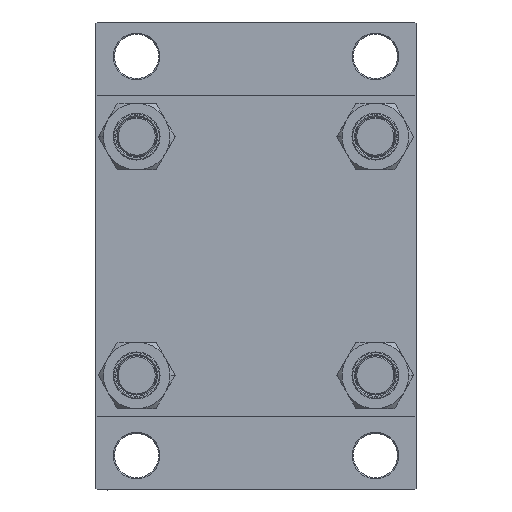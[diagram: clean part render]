
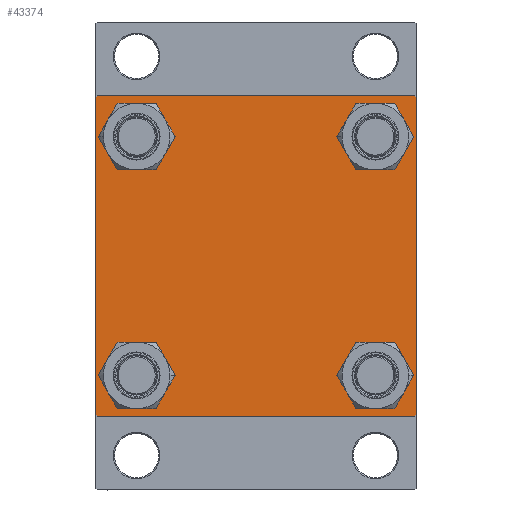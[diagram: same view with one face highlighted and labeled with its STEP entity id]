
A CAD part, left-side view. The second image highlights one B-rep face of the part: STEP entity #43374.
In plain terms, the highlighted planar face has unit normal (-1, 0, 0).
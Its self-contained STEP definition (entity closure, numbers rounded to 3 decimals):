
#67 = CARTESIAN_POINT ( 'NONE',  ( 0., -48.45, 56.95 ) ) ;
#376 = CIRCLE ( 'NONE', #19634, 8.5 ) ;
#816 = AXIS2_PLACEMENT_3D ( 'NONE', #9787, #42653, #9548 ) ;
#1072 = VECTOR ( 'NONE', #40558, 1000. ) ;
#1175 = EDGE_LOOP ( 'NONE', ( #40899, #21652 ) ) ;
#2031 = LINE ( 'NONE', #16509, #40454 ) ;
#2075 = ORIENTED_EDGE ( 'NONE', *, *, #28151, .T. ) ;
#2156 = CARTESIAN_POINT ( 'NONE',  ( 0., 64.5, 65. ) ) ;
#2598 = EDGE_CURVE ( 'NONE', #5503, #43805, #40922, .T. ) ;
#3138 = EDGE_CURVE ( 'NONE', #9100, #42421, #15963, .T. ) ;
#3619 = DIRECTION ( 'NONE',  ( 0., -1., 0. ) ) ;
#4326 = LINE ( 'NONE', #26303, #1072 ) ;
#4797 = DIRECTION ( 'NONE',  ( 0., 0., 1. ) ) ;
#5503 = VERTEX_POINT ( 'NONE', #34911 ) ;
#5847 = VECTOR ( 'NONE', #34268, 1000. ) ;
#6228 = EDGE_CURVE ( 'NONE', #43805, #5503, #45665, .T. ) ;
#6299 = EDGE_LOOP ( 'NONE', ( #34390, #28310 ) ) ;
#7212 = VERTEX_POINT ( 'NONE', #13731 ) ;
#7320 = DIRECTION ( 'NONE',  ( 0., 0., 1. ) ) ;
#7489 = VERTEX_POINT ( 'NONE', #41239 ) ;
#7538 = VERTEX_POINT ( 'NONE', #9322 ) ;
#8303 = EDGE_CURVE ( 'NONE', #28107, #47003, #36344, .T. ) ;
#8573 = VECTOR ( 'NONE', #22285, 1000. ) ;
#9100 = VERTEX_POINT ( 'NONE', #26010 ) ;
#9255 = CARTESIAN_POINT ( 'NONE',  ( 0., 0., 0. ) ) ;
#9322 = CARTESIAN_POINT ( 'NONE',  ( 0., -64.5, -65. ) ) ;
#9548 = DIRECTION ( 'NONE',  ( 0., 0., 1. ) ) ;
#9787 = CARTESIAN_POINT ( 'NONE',  ( 0., 48.45, -48.45 ) ) ;
#9810 = DIRECTION ( 'NONE',  ( 0., 0., -1. ) ) ;
#10255 = CARTESIAN_POINT ( 'NONE',  ( 0., 64.75, 64.75 ) ) ;
#10567 = VERTEX_POINT ( 'NONE', #67 ) ;
#10622 = AXIS2_PLACEMENT_3D ( 'NONE', #31358, #37884, #4797 ) ;
#11180 = DIRECTION ( 'NONE',  ( 1., 0., 0. ) ) ;
#11256 = CARTESIAN_POINT ( 'NONE',  ( 0., -48.45, -39.95 ) ) ;
#12101 = DIRECTION ( 'NONE',  ( 0., -0.707, -0.707 ) ) ;
#12217 = DIRECTION ( 'NONE',  ( 0., 0., 1. ) ) ;
#12379 = AXIS2_PLACEMENT_3D ( 'NONE', #26027, #33748, #36661 ) ;
#12387 = ORIENTED_EDGE ( 'NONE', *, *, #37539, .T. ) ;
#12650 = DIRECTION ( 'NONE',  ( 0., 0., 1. ) ) ;
#12998 = CARTESIAN_POINT ( 'NONE',  ( 0., -48.45, -56.95 ) ) ;
#13134 = DIRECTION ( 'NONE',  ( -1., 0., 0. ) ) ;
#13731 = CARTESIAN_POINT ( 'NONE',  ( 0., -64.5, 65. ) ) ;
#13797 = EDGE_LOOP ( 'NONE', ( #12387, #42389 ) ) ;
#15285 = AXIS2_PLACEMENT_3D ( 'NONE', #36218, #42996, #24643 ) ;
#15620 = EDGE_CURVE ( 'NONE', #20592, #37595, #376, .T. ) ;
#15774 = CARTESIAN_POINT ( 'NONE',  ( 0., -65., -64.5 ) ) ;
#15963 = LINE ( 'NONE', #23686, #17023 ) ;
#16080 = DIRECTION ( 'NONE',  ( 1., 0., 0. ) ) ;
#16305 = EDGE_CURVE ( 'NONE', #42421, #7538, #2031, .T. ) ;
#16509 = CARTESIAN_POINT ( 'NONE',  ( 0., 65., -65. ) ) ;
#16637 = LINE ( 'NONE', #19537, #5847 ) ;
#17023 = VECTOR ( 'NONE', #12101, 1000. ) ;
#17777 = AXIS2_PLACEMENT_3D ( 'NONE', #29787, #11180, #29076 ) ;
#17950 = CARTESIAN_POINT ( 'NONE',  ( 0., -64.75, -64.75 ) ) ;
#18436 = DIRECTION ( 'NONE',  ( 1., 0., 0. ) ) ;
#18896 = EDGE_CURVE ( 'NONE', #37595, #20592, #19727, .T. ) ;
#19537 = CARTESIAN_POINT ( 'NONE',  ( 0., -64.75, 64.75 ) ) ;
#19634 = AXIS2_PLACEMENT_3D ( 'NONE', #19928, #16080, #12217 ) ;
#19727 = CIRCLE ( 'NONE', #42911, 8.5 ) ;
#19928 = CARTESIAN_POINT ( 'NONE',  ( 0., -48.45, -48.45 ) ) ;
#20325 = EDGE_CURVE ( 'NONE', #28107, #7212, #29436, .T. ) ;
#20592 = VERTEX_POINT ( 'NONE', #11256 ) ;
#20825 = ORIENTED_EDGE ( 'NONE', *, *, #43868, .T. ) ;
#21256 = VERTEX_POINT ( 'NONE', #31869 ) ;
#21628 = CIRCLE ( 'NONE', #816, 8.5 ) ;
#21652 = ORIENTED_EDGE ( 'NONE', *, *, #18896, .T. ) ;
#22285 = DIRECTION ( 'NONE',  ( 0., -0.707, 0.707 ) ) ;
#22774 = ORIENTED_EDGE ( 'NONE', *, *, #16305, .T. ) ;
#22872 = EDGE_CURVE ( 'NONE', #33538, #46320, #4326, .T. ) ;
#23453 = EDGE_LOOP ( 'NONE', ( #27898, #29626, #22774, #33685, #46716, #2075, #35181, #31737 ) ) ;
#23686 = CARTESIAN_POINT ( 'NONE',  ( 0., 64.75, -64.75 ) ) ;
#23764 = FACE_BOUND ( 'NONE', #1175, .T. ) ;
#24237 = DIRECTION ( 'NONE',  ( 0., -1., 0. ) ) ;
#24643 = DIRECTION ( 'NONE',  ( 0., 0., 1. ) ) ;
#25036 = LINE ( 'NONE', #42676, #29178 ) ;
#25285 = CIRCLE ( 'NONE', #10622, 8.5 ) ;
#25945 = VECTOR ( 'NONE', #3619, 1000. ) ;
#26010 = CARTESIAN_POINT ( 'NONE',  ( 0., 65., -64.5 ) ) ;
#26027 = CARTESIAN_POINT ( 'NONE',  ( 0., 48.45, -48.45 ) ) ;
#26303 = CARTESIAN_POINT ( 'NONE',  ( 0., -65., 65. ) ) ;
#26316 = DIRECTION ( 'NONE',  ( 1., 0., 0. ) ) ;
#27039 = CARTESIAN_POINT ( 'NONE',  ( 0., 48.45, -56.95 ) ) ;
#27627 = PLANE ( 'NONE',  #44782 ) ;
#27898 = ORIENTED_EDGE ( 'NONE', *, *, #33215, .T. ) ;
#28107 = VERTEX_POINT ( 'NONE', #2156 ) ;
#28151 = EDGE_CURVE ( 'NONE', #33538, #7212, #16637, .T. ) ;
#28310 = ORIENTED_EDGE ( 'NONE', *, *, #2598, .T. ) ;
#29012 = VERTEX_POINT ( 'NONE', #27039 ) ;
#29076 = DIRECTION ( 'NONE',  ( 0., 0., 1. ) ) ;
#29178 = VECTOR ( 'NONE', #9810, 1000. ) ;
#29436 = LINE ( 'NONE', #36694, #25945 ) ;
#29536 = CARTESIAN_POINT ( 'NONE',  ( 0., -48.45, -48.45 ) ) ;
#29626 = ORIENTED_EDGE ( 'NONE', *, *, #3138, .T. ) ;
#29780 = CARTESIAN_POINT ( 'NONE',  ( 0., -65., 64.5 ) ) ;
#29787 = CARTESIAN_POINT ( 'NONE',  ( 0., 48.45, 48.45 ) ) ;
#29936 = DIRECTION ( 'NONE',  ( 0., 0., 1. ) ) ;
#31358 = CARTESIAN_POINT ( 'NONE',  ( 0., -48.45, 48.45 ) ) ;
#31737 = ORIENTED_EDGE ( 'NONE', *, *, #8303, .T. ) ;
#31869 = CARTESIAN_POINT ( 'NONE',  ( 0., -48.45, 39.95 ) ) ;
#33190 = CARTESIAN_POINT ( 'NONE',  ( 0., 64.5, -65. ) ) ;
#33215 = EDGE_CURVE ( 'NONE', #47003, #9100, #25036, .T. ) ;
#33538 = VERTEX_POINT ( 'NONE', #29780 ) ;
#33685 = ORIENTED_EDGE ( 'NONE', *, *, #44289, .T. ) ;
#33748 = DIRECTION ( 'NONE',  ( 1., 0., 0. ) ) ;
#34268 = DIRECTION ( 'NONE',  ( 0., 0.707, 0.707 ) ) ;
#34390 = ORIENTED_EDGE ( 'NONE', *, *, #6228, .T. ) ;
#34617 = FACE_BOUND ( 'NONE', #35723, .T. ) ;
#34911 = CARTESIAN_POINT ( 'NONE',  ( 0., 48.45, 39.95 ) ) ;
#35181 = ORIENTED_EDGE ( 'NONE', *, *, #20325, .F. ) ;
#35723 = EDGE_LOOP ( 'NONE', ( #36167, #20825 ) ) ;
#36112 = CIRCLE ( 'NONE', #15285, 8.5 ) ;
#36167 = ORIENTED_EDGE ( 'NONE', *, *, #43049, .T. ) ;
#36218 = CARTESIAN_POINT ( 'NONE',  ( 0., -48.45, 48.45 ) ) ;
#36344 = LINE ( 'NONE', #10255, #37918 ) ;
#36435 = AXIS2_PLACEMENT_3D ( 'NONE', #36710, #26316, #29936 ) ;
#36661 = DIRECTION ( 'NONE',  ( 0., 0., 1. ) ) ;
#36694 = CARTESIAN_POINT ( 'NONE',  ( 0., 65., 65. ) ) ;
#36710 = CARTESIAN_POINT ( 'NONE',  ( 0., 48.45, 48.45 ) ) ;
#37364 = EDGE_CURVE ( 'NONE', #21256, #10567, #36112, .T. ) ;
#37539 = EDGE_CURVE ( 'NONE', #10567, #21256, #25285, .T. ) ;
#37595 = VERTEX_POINT ( 'NONE', #12998 ) ;
#37884 = DIRECTION ( 'NONE',  ( 1., 0., 0. ) ) ;
#37918 = VECTOR ( 'NONE', #43348, 1000. ) ;
#40454 = VECTOR ( 'NONE', #24237, 1000. ) ;
#40558 = DIRECTION ( 'NONE',  ( 0., 0., -1. ) ) ;
#40758 = CARTESIAN_POINT ( 'NONE',  ( 0., 48.45, 56.95 ) ) ;
#40899 = ORIENTED_EDGE ( 'NONE', *, *, #15620, .T. ) ;
#40922 = CIRCLE ( 'NONE', #17777, 8.5 ) ;
#41239 = CARTESIAN_POINT ( 'NONE',  ( 0., 48.45, -39.95 ) ) ;
#42357 = FACE_OUTER_BOUND ( 'NONE', #23453, .T. ) ;
#42389 = ORIENTED_EDGE ( 'NONE', *, *, #37364, .T. ) ;
#42421 = VERTEX_POINT ( 'NONE', #33190 ) ;
#42653 = DIRECTION ( 'NONE',  ( 1., 0., 0. ) ) ;
#42676 = CARTESIAN_POINT ( 'NONE',  ( 0., 65., 65. ) ) ;
#42911 = AXIS2_PLACEMENT_3D ( 'NONE', #29536, #18436, #7320 ) ;
#42996 = DIRECTION ( 'NONE',  ( 1., 0., 0. ) ) ;
#43049 = EDGE_CURVE ( 'NONE', #7489, #29012, #21628, .T. ) ;
#43348 = DIRECTION ( 'NONE',  ( 0., 0.707, -0.707 ) ) ;
#43374 = ADVANCED_FACE ( 'NONE', ( #45487, #23764, #34617, #45968, #42357 ), #27627, .T. ) ;
#43805 = VERTEX_POINT ( 'NONE', #40758 ) ;
#43868 = EDGE_CURVE ( 'NONE', #29012, #7489, #46334, .T. ) ;
#44289 = EDGE_CURVE ( 'NONE', #7538, #46320, #44501, .T. ) ;
#44300 = CARTESIAN_POINT ( 'NONE',  ( 0., 65., 64.5 ) ) ;
#44501 = LINE ( 'NONE', #17950, #8573 ) ;
#44782 = AXIS2_PLACEMENT_3D ( 'NONE', #9255, #13134, #12650 ) ;
#45487 = FACE_BOUND ( 'NONE', #13797, .T. ) ;
#45665 = CIRCLE ( 'NONE', #36435, 8.5 ) ;
#45968 = FACE_BOUND ( 'NONE', #6299, .T. ) ;
#46320 = VERTEX_POINT ( 'NONE', #15774 ) ;
#46334 = CIRCLE ( 'NONE', #12379, 8.5 ) ;
#46716 = ORIENTED_EDGE ( 'NONE', *, *, #22872, .F. ) ;
#47003 = VERTEX_POINT ( 'NONE', #44300 ) ;
